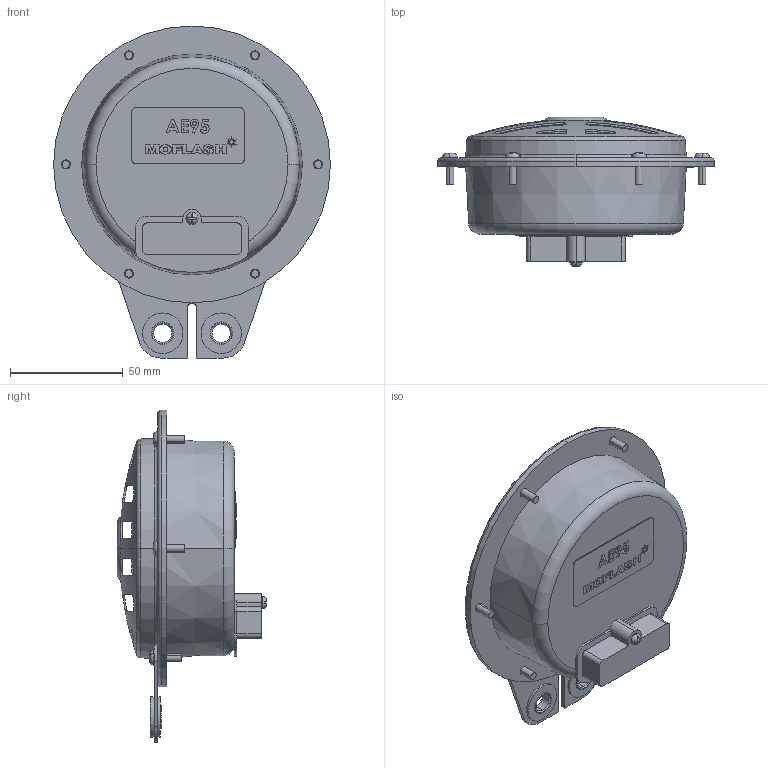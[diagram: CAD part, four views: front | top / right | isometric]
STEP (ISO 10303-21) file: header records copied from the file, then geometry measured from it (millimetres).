
FILE_DESCRIPTION (( 'STEP AP214' ), '1' );
FILE_NAME ('AE95.STEP', '2020-10-14T11:25:06', ( '' ), ( '' ), 'SwSTEP 2.0', 'SolidWorks 2020', '' );
FILE_SCHEMA (( 'AUTOMOTIVE_DESIGN' ));
Length unit declared in the file: millimetre
Products named in the file (1): AE95
Bounding box: 123 x 66.3 x 147.5 mm (x, y, z)
Volume: 289006.3 mm3; surface area: 73469 mm2
Topology: 24 solids, 24 shells, 595 faces, 1544 edges, 1012 vertices
Faces by surface type: plane 331, cylinder 146, bspline 62, torus 38, cone 10, sphere 8
Entity records: 20559 total; most frequent: CARTESIAN_POINT 6076, ORIENTED_EDGE 3088, DIRECTION 2688, EDGE_CURVE 1544, VERTEX_POINT 1012, AXIS2_PLACEMENT_3D 924, VECTOR 840, LINE 840
